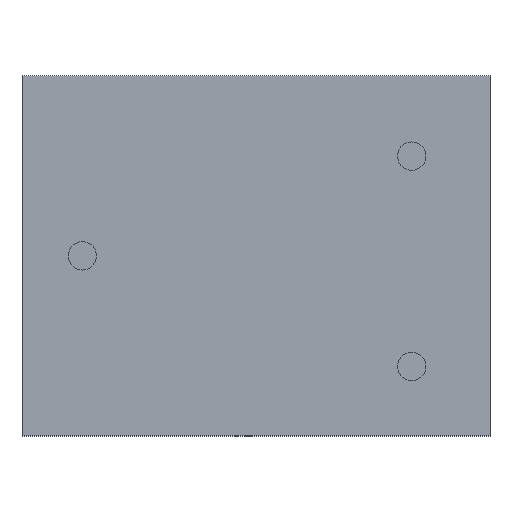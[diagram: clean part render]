
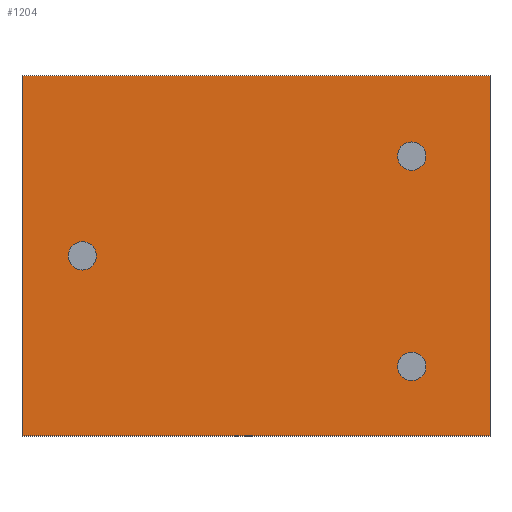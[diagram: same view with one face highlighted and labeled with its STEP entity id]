
A CAD part, top view. The second image highlights one B-rep face of the part: STEP entity #1204.
In plain terms, the highlighted planar face has unit normal (0, 0, 1).
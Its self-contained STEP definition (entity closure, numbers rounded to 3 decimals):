
#824=CARTESIAN_POINT('',(1.647,1.205,3.43));
#825=VERTEX_POINT('',#824);
#841=CARTESIAN_POINT('',(1.647,0.905,3.43));
#842=VERTEX_POINT('',#841);
#849=CARTESIAN_POINT('',(1.647,1.055,3.43));
#850=DIRECTION('',(0.0,0.0,-1.0));
#851=DIRECTION('',(0.0,1.0,0.0));
#852=AXIS2_PLACEMENT_3D('',#849,#850,#851);
#853=CIRCLE('',#852,0.15);
#854=EDGE_CURVE('',#825,#842,#853,.T.);
#866=CARTESIAN_POINT('',(-1.837,0.15,3.43));
#867=VERTEX_POINT('',#866);
#883=CARTESIAN_POINT('',(-1.837,-0.15,3.43));
#884=VERTEX_POINT('',#883);
#891=CARTESIAN_POINT('',(-1.837,0.,3.43));
#892=DIRECTION('',(0.0,0.0,-1.0));
#893=DIRECTION('',(0.0,1.0,0.0));
#894=AXIS2_PLACEMENT_3D('',#891,#892,#893);
#895=CIRCLE('',#894,0.15);
#896=EDGE_CURVE('',#867,#884,#895,.T.);
#908=CARTESIAN_POINT('',(1.647,-1.019,3.43));
#909=VERTEX_POINT('',#908);
#925=CARTESIAN_POINT('',(1.647,-1.319,3.43));
#926=VERTEX_POINT('',#925);
#933=CARTESIAN_POINT('',(1.647,-1.169,3.43));
#934=DIRECTION('',(0.0,0.0,-1.0));
#935=DIRECTION('',(0.0,1.0,0.0));
#936=AXIS2_PLACEMENT_3D('',#933,#934,#935);
#937=CIRCLE('',#936,0.15);
#938=EDGE_CURVE('',#909,#926,#937,.T.);
#949=CARTESIAN_POINT('',(1.647,-1.169,3.43));
#950=DIRECTION('',(0.0,0.0,-1.0));
#951=DIRECTION('',(0.0,1.0,0.0));
#952=AXIS2_PLACEMENT_3D('',#949,#950,#951);
#953=CIRCLE('',#952,0.15);
#954=EDGE_CURVE('',#926,#909,#953,.T.);
#983=CARTESIAN_POINT('',(-1.837,0.,3.43));
#984=DIRECTION('',(0.0,0.0,-1.0));
#985=DIRECTION('',(0.0,1.0,0.0));
#986=AXIS2_PLACEMENT_3D('',#983,#984,#985);
#987=CIRCLE('',#986,0.15);
#988=EDGE_CURVE('',#884,#867,#987,.T.);
#1017=CARTESIAN_POINT('',(1.647,1.055,3.43));
#1018=DIRECTION('',(0.0,0.0,-1.0));
#1019=DIRECTION('',(0.0,1.0,0.0));
#1020=AXIS2_PLACEMENT_3D('',#1017,#1018,#1019);
#1021=CIRCLE('',#1020,0.15);
#1022=EDGE_CURVE('',#842,#825,#1021,.T.);
#1050=CARTESIAN_POINT('',(-2.475,1.905,3.43));
#1051=VERTEX_POINT('',#1050);
#1052=CARTESIAN_POINT('',(2.475,1.905,3.43));
#1053=VERTEX_POINT('',#1052);
#1054=CARTESIAN_POINT('',(-2.475,1.905,3.43));
#1055=DIRECTION('',(1.0,0.0,0.0));
#1056=VECTOR('',#1055,4.95);
#1057=LINE('',#1054,#1056);
#1058=EDGE_CURVE('',#1051,#1053,#1057,.T.);
#1090=CARTESIAN_POINT('',(2.475,-1.905,3.43));
#1091=VERTEX_POINT('',#1090);
#1092=CARTESIAN_POINT('',(-2.475,-1.905,3.43));
#1093=VERTEX_POINT('',#1092);
#1094=CARTESIAN_POINT('',(2.475,-1.905,3.43));
#1095=DIRECTION('',(-1.0,0.0,0.0));
#1096=VECTOR('',#1095,4.95);
#1097=LINE('',#1094,#1096);
#1098=EDGE_CURVE('',#1091,#1093,#1097,.T.);
#1137=CARTESIAN_POINT('',(-2.475,1.905,3.43));
#1138=DIRECTION('',(0.0,-1.0,0.0));
#1139=VECTOR('',#1138,3.81);
#1140=LINE('',#1137,#1139);
#1141=EDGE_CURVE('',#1051,#1093,#1140,.T.);
#1169=CARTESIAN_POINT('',(2.475,1.905,3.43));
#1170=DIRECTION('',(0.0,-1.0,0.0));
#1171=VECTOR('',#1170,3.81);
#1172=LINE('',#1169,#1171);
#1173=EDGE_CURVE('',#1053,#1091,#1172,.T.);
#1181=CARTESIAN_POINT('',(0.,0.,3.43));
#1182=DIRECTION('',(0.0,0.0,-1.0));
#1183=DIRECTION('',(0.0,1.0,0.0));
#1184=AXIS2_PLACEMENT_3D('',#1181,#1182,#1183);
#1185=PLANE('',#1184);
#1186=ORIENTED_EDGE('',*,*,#1141,.T.);
#1187=ORIENTED_EDGE('',*,*,#1098,.F.);
#1188=ORIENTED_EDGE('',*,*,#1173,.F.);
#1189=ORIENTED_EDGE('',*,*,#1058,.F.);
#1190=EDGE_LOOP('',(#1186,#1187,#1188,#1189));
#1191=FACE_OUTER_BOUND('',#1190,.T.);
#1192=ORIENTED_EDGE('',*,*,#938,.T.);
#1193=ORIENTED_EDGE('',*,*,#954,.T.);
#1194=EDGE_LOOP('',(#1192,#1193));
#1195=FACE_BOUND('',#1194,.T.);
#1196=ORIENTED_EDGE('',*,*,#896,.T.);
#1197=ORIENTED_EDGE('',*,*,#988,.T.);
#1198=EDGE_LOOP('',(#1196,#1197));
#1199=FACE_BOUND('',#1198,.T.);
#1200=ORIENTED_EDGE('',*,*,#854,.T.);
#1201=ORIENTED_EDGE('',*,*,#1022,.T.);
#1202=EDGE_LOOP('',(#1200,#1201));
#1203=FACE_BOUND('',#1202,.T.);
#1204=ADVANCED_FACE('',(#1191,#1195,#1199,#1203),#1185,.F.);
